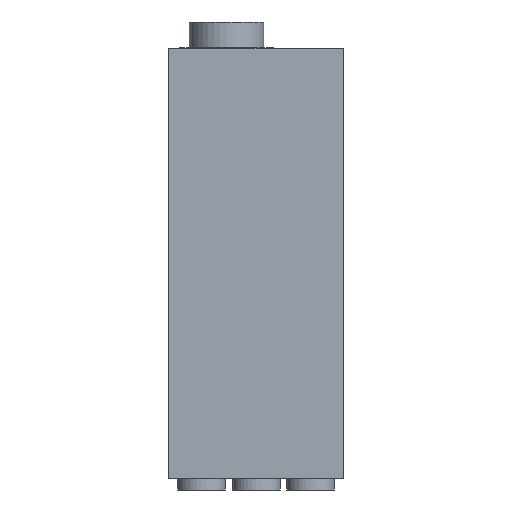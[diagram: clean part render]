
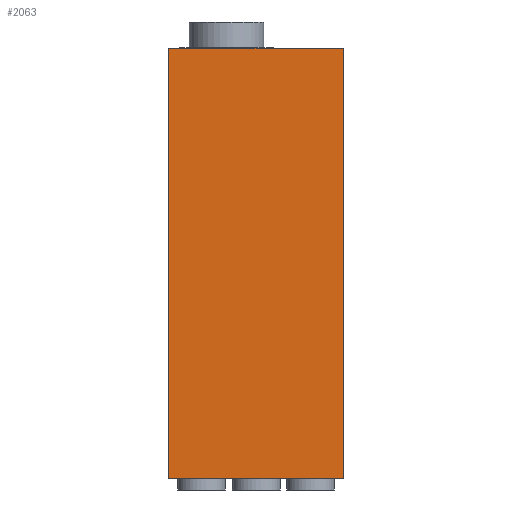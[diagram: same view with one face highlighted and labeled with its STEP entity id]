
A CAD part, front view. The second image highlights one B-rep face of the part: STEP entity #2063.
In plain terms, the highlighted planar face has unit normal (0, -1, 0).
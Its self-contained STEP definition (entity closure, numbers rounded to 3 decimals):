
#6 = CARTESIAN_POINT ( 'NONE',  ( 298., 0., 730. ) ) ;
#22 = DIRECTION ( 'NONE',  ( 0., 0., -1. ) ) ;
#58 = VERTEX_POINT ( 'NONE', #387 ) ;
#137 = EDGE_CURVE ( 'NONE', #976, #846, #2370, .T. ) ;
#170 = VECTOR ( 'NONE', #22, 1000. ) ;
#202 = CARTESIAN_POINT ( 'NONE',  ( 0., 0., 731.5 ) ) ;
#374 = CARTESIAN_POINT ( 'NONE',  ( 298., 0., 731.5 ) ) ;
#387 = CARTESIAN_POINT ( 'NONE',  ( 298., 0., 731.5 ) ) ;
#403 = CARTESIAN_POINT ( 'NONE',  ( 298., 0., -1.5 ) ) ;
#493 = DIRECTION ( 'NONE',  ( 0., 1., 0. ) ) ;
#643 = EDGE_CURVE ( 'NONE', #58, #976, #3654, .T. ) ;
#696 = DIRECTION ( 'NONE',  ( -1., 0., 0. ) ) ;
#755 = ORIENTED_EDGE ( 'NONE', *, *, #3096, .F. ) ;
#829 = CARTESIAN_POINT ( 'NONE',  ( 0., 0., 730. ) ) ;
#846 = VERTEX_POINT ( 'NONE', #1461 ) ;
#976 = VERTEX_POINT ( 'NONE', #202 ) ;
#1053 = VECTOR ( 'NONE', #696, 1000. ) ;
#1334 = EDGE_LOOP ( 'NONE', ( #2272, #755, #2229, #3339 ) ) ;
#1412 = AXIS2_PLACEMENT_3D ( 'NONE', #829, #493, #1689 ) ;
#1419 = EDGE_CURVE ( 'NONE', #58, #2455, #2706, .T. ) ;
#1440 = FACE_OUTER_BOUND ( 'NONE', #1334, .T. ) ;
#1461 = CARTESIAN_POINT ( 'NONE',  ( 0., 0., -1.5 ) ) ;
#1689 = DIRECTION ( 'NONE',  ( -1., 0., 0. ) ) ;
#2018 = DIRECTION ( 'NONE',  ( 0., 0., -1. ) ) ;
#2063 = ADVANCED_FACE ( 'NONE', ( #1440 ), #2636, .F. ) ;
#2229 = ORIENTED_EDGE ( 'NONE', *, *, #1419, .F. ) ;
#2231 = CARTESIAN_POINT ( 'NONE',  ( 298., 0., -1.5 ) ) ;
#2272 = ORIENTED_EDGE ( 'NONE', *, *, #137, .T. ) ;
#2370 = LINE ( 'NONE', #3262, #2620 ) ;
#2455 = VERTEX_POINT ( 'NONE', #2231 ) ;
#2491 = DIRECTION ( 'NONE',  ( -1., 0., 0. ) ) ;
#2620 = VECTOR ( 'NONE', #2018, 1000. ) ;
#2636 = PLANE ( 'NONE',  #1412 ) ;
#2706 = LINE ( 'NONE', #6, #170 ) ;
#3044 = LINE ( 'NONE', #403, #3424 ) ;
#3096 = EDGE_CURVE ( 'NONE', #2455, #846, #3044, .T. ) ;
#3262 = CARTESIAN_POINT ( 'NONE',  ( 0., 0., 730. ) ) ;
#3339 = ORIENTED_EDGE ( 'NONE', *, *, #643, .T. ) ;
#3424 = VECTOR ( 'NONE', #2491, 1000. ) ;
#3654 = LINE ( 'NONE', #374, #1053 ) ;
